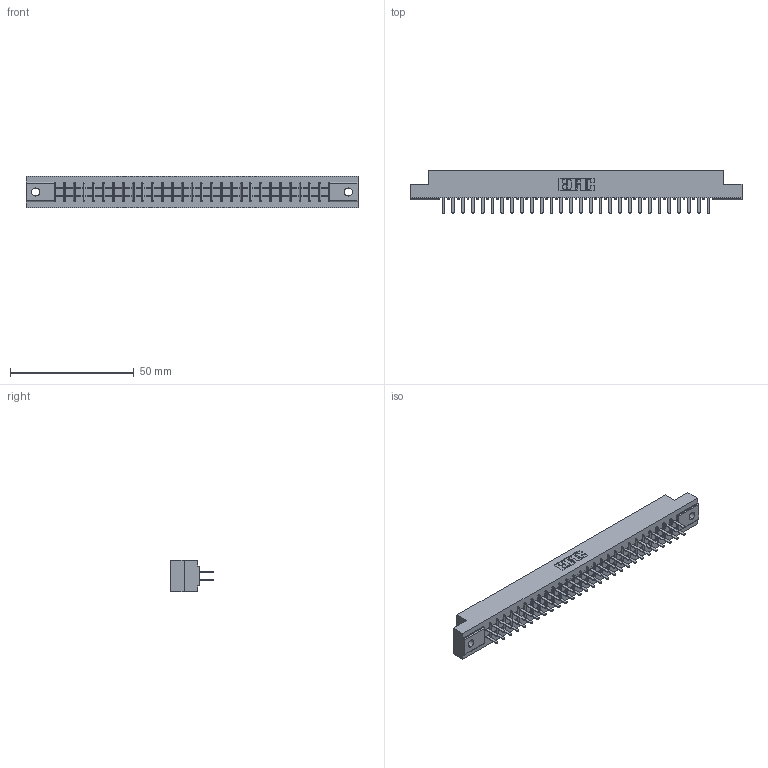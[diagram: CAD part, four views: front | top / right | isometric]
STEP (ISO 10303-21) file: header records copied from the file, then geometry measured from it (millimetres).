
FILE_DESCRIPTION (( 'STEP AP203' ), '1' );
FILE_NAME ('355-056-520-502.STEP', '2019-09-11T17:38:11', ( '' ), ( '' ), 'SwSTEP 2.0', 'SolidWorks 2016', '' );
FILE_SCHEMA (( 'CONFIG_CONTROL_DESIGN' ));
Length unit declared in the file: inch
Products named in the file (3): 355-056-520-502; 305-290-001_520; 305 Part_.128 Dia
Assembly tree (57 placements, depth 2):
  355-056-520-502
    305 Part_.128 Dia
    305-290-001_520  x56
Bounding box: 133.96 x 17.09 x 12.7 mm (x, y, z)
Volume: 13461.4 mm3; surface area: 17200 mm2
Topology: 57 solids, 57 shells, 2692 faces, 7680 edges, 4968 vertices
Faces by surface type: plane 1580, cylinder 1000, sphere 112
Entity records: 31903 total; most frequent: CARTESIAN_POINT 5278, ORIENTED_EDGE 5236, DIRECTION 5116, EDGE_CURVE 2618, VECTOR 2104, LINE 2104, VERTEX_POINT 1668, AXIS2_PLACEMENT_3D 1506
